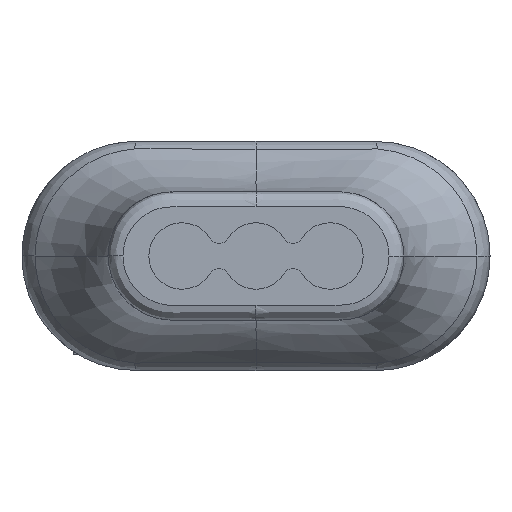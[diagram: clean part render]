
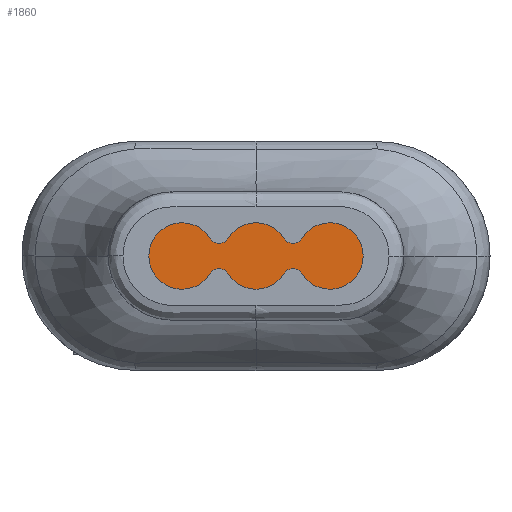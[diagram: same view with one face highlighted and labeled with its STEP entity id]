
A CAD part, front view. The second image highlights one B-rep face of the part: STEP entity #1860.
In plain terms, the highlighted face is planar.
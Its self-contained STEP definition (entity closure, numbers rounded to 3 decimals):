
#1860 = ADVANCED_FACE('',(#1861),#2003,.F.);
#1861 = FACE_BOUND('',#1862,.T.);
#1862 = EDGE_LOOP('',(#1863,#1874,#1883,#1891,#1900,#1909,#1918,#1926,
    #1935,#1944,#1953,#1961,#1970,#1979,#1988,#1996));
#1863 = ORIENTED_EDGE('',*,*,#1864,.F.);
#1864 = EDGE_CURVE('',#1865,#1867,#1869,.T.);
#1865 = VERTEX_POINT('',#1866);
#1866 = CARTESIAN_POINT('',(10.577,2.,0.351
    ));
#1867 = VERTEX_POINT('',#1868);
#1868 = CARTESIAN_POINT('',(9.423,2.,0.351
    ));
#1869 = CIRCLE('',#1870,0.675);
#1870 = AXIS2_PLACEMENT_3D('',#1871,#1872,#1873);
#1871 = CARTESIAN_POINT('',(10.,2.,0.));
#1872 = DIRECTION('',(0.,-1.,0.));
#1873 = DIRECTION('',(-1.,0.,0.));
#1874 = ORIENTED_EDGE('',*,*,#1875,.T.);
#1875 = EDGE_CURVE('',#1865,#1876,#1878,.T.);
#1876 = VERTEX_POINT('',#1877);
#1877 = CARTESIAN_POINT('',(10.747,2.,0.255)
  );
#1878 = CIRCLE('',#1879,0.2);
#1879 = AXIS2_PLACEMENT_3D('',#1880,#1881,#1882);
#1880 = CARTESIAN_POINT('',(10.747,2.,0.455)
  );
#1881 = DIRECTION('',(0.,-1.,0.));
#1882 = DIRECTION('',(0.,0.,-1.));
#1883 = ORIENTED_EDGE('',*,*,#1884,.F.);
#1884 = EDGE_CURVE('',#1885,#1876,#1887,.T.);
#1885 = VERTEX_POINT('',#1886);
#1886 = CARTESIAN_POINT('',(10.753,2.,0.255)
  );
#1887 = LINE('',#1888,#1889);
#1888 = CARTESIAN_POINT('',(12.737,2.,0.255
    ));
#1889 = VECTOR('',#1890,1.);
#1890 = DIRECTION('',(-1.,0.,0.));
#1891 = ORIENTED_EDGE('',*,*,#1892,.T.);
#1892 = EDGE_CURVE('',#1885,#1893,#1895,.T.);
#1893 = VERTEX_POINT('',#1894);
#1894 = CARTESIAN_POINT('',(10.923,2.,0.351
    ));
#1895 = CIRCLE('',#1896,0.2);
#1896 = AXIS2_PLACEMENT_3D('',#1897,#1898,#1899);
#1897 = CARTESIAN_POINT('',(10.753,2.,0.455)
  );
#1898 = DIRECTION('',(0.,-1.,0.));
#1899 = DIRECTION('',(0.854,0.,-0.52));
#1900 = ORIENTED_EDGE('',*,*,#1901,.F.);
#1901 = EDGE_CURVE('',#1902,#1893,#1904,.T.);
#1902 = VERTEX_POINT('',#1903);
#1903 = CARTESIAN_POINT('',(10.923,2.,
    -0.351));
#1904 = CIRCLE('',#1905,0.675);
#1905 = AXIS2_PLACEMENT_3D('',#1906,#1907,#1908);
#1906 = CARTESIAN_POINT('',(11.5,2.,0.));
#1907 = DIRECTION('',(0.,-1.,0.));
#1908 = DIRECTION('',(-1.,0.,0.));
#1909 = ORIENTED_EDGE('',*,*,#1910,.T.);
#1910 = EDGE_CURVE('',#1902,#1911,#1913,.T.);
#1911 = VERTEX_POINT('',#1912);
#1912 = CARTESIAN_POINT('',(10.753,2.,-0.255)
  );
#1913 = CIRCLE('',#1914,0.2);
#1914 = AXIS2_PLACEMENT_3D('',#1915,#1916,#1917);
#1915 = CARTESIAN_POINT('',(10.753,2.,-0.455)
  );
#1916 = DIRECTION('',(0.,-1.,0.));
#1917 = DIRECTION('',(0.,0.,1.));
#1918 = ORIENTED_EDGE('',*,*,#1919,.F.);
#1919 = EDGE_CURVE('',#1920,#1911,#1922,.T.);
#1920 = VERTEX_POINT('',#1921);
#1921 = CARTESIAN_POINT('',(10.747,2.,-0.255)
  );
#1922 = LINE('',#1923,#1924);
#1923 = CARTESIAN_POINT('',(12.862,2.,
    -0.255));
#1924 = VECTOR('',#1925,1.);
#1925 = DIRECTION('',(1.,0.,0.));
#1926 = ORIENTED_EDGE('',*,*,#1927,.T.);
#1927 = EDGE_CURVE('',#1920,#1928,#1930,.T.);
#1928 = VERTEX_POINT('',#1929);
#1929 = CARTESIAN_POINT('',(10.577,2.,
    -0.351));
#1930 = CIRCLE('',#1931,0.2);
#1931 = AXIS2_PLACEMENT_3D('',#1932,#1933,#1934);
#1932 = CARTESIAN_POINT('',(10.747,2.,-0.455)
  );
#1933 = DIRECTION('',(0.,-1.,0.));
#1934 = DIRECTION('',(-0.854,0.,0.52));
#1935 = ORIENTED_EDGE('',*,*,#1936,.F.);
#1936 = EDGE_CURVE('',#1937,#1928,#1939,.T.);
#1937 = VERTEX_POINT('',#1938);
#1938 = CARTESIAN_POINT('',(9.423,2.,
    -0.351));
#1939 = CIRCLE('',#1940,0.675);
#1940 = AXIS2_PLACEMENT_3D('',#1941,#1942,#1943);
#1941 = CARTESIAN_POINT('',(10.,2.,0.));
#1942 = DIRECTION('',(0.,-1.,0.));
#1943 = DIRECTION('',(-1.,0.,0.));
#1944 = ORIENTED_EDGE('',*,*,#1945,.T.);
#1945 = EDGE_CURVE('',#1937,#1946,#1948,.T.);
#1946 = VERTEX_POINT('',#1947);
#1947 = CARTESIAN_POINT('',(9.253,2.,-0.255
    ));
#1948 = CIRCLE('',#1949,0.2);
#1949 = AXIS2_PLACEMENT_3D('',#1950,#1951,#1952);
#1950 = CARTESIAN_POINT('',(9.253,2.,-0.455
    ));
#1951 = DIRECTION('',(0.,-1.,0.));
#1952 = DIRECTION('',(0.,0.,1.));
#1953 = ORIENTED_EDGE('',*,*,#1954,.F.);
#1954 = EDGE_CURVE('',#1955,#1946,#1957,.T.);
#1955 = VERTEX_POINT('',#1956);
#1956 = CARTESIAN_POINT('',(9.247,2.,-0.255
    ));
#1957 = LINE('',#1958,#1959);
#1958 = CARTESIAN_POINT('',(12.112,2.,
    -0.255));
#1959 = VECTOR('',#1960,1.);
#1960 = DIRECTION('',(1.,0.,0.));
#1961 = ORIENTED_EDGE('',*,*,#1962,.T.);
#1962 = EDGE_CURVE('',#1955,#1963,#1965,.T.);
#1963 = VERTEX_POINT('',#1964);
#1964 = CARTESIAN_POINT('',(9.077,2.,
    -0.351));
#1965 = CIRCLE('',#1966,0.2);
#1966 = AXIS2_PLACEMENT_3D('',#1967,#1968,#1969);
#1967 = CARTESIAN_POINT('',(9.247,2.,-0.455
    ));
#1968 = DIRECTION('',(0.,-1.,0.));
#1969 = DIRECTION('',(-0.854,0.,0.52));
#1970 = ORIENTED_EDGE('',*,*,#1971,.F.);
#1971 = EDGE_CURVE('',#1972,#1963,#1974,.T.);
#1972 = VERTEX_POINT('',#1973);
#1973 = CARTESIAN_POINT('',(9.077,2.,0.351
    ));
#1974 = CIRCLE('',#1975,0.675);
#1975 = AXIS2_PLACEMENT_3D('',#1976,#1977,#1978);
#1976 = CARTESIAN_POINT('',(8.5,2.,0.));
#1977 = DIRECTION('',(0.,-1.,0.));
#1978 = DIRECTION('',(-1.,0.,0.));
#1979 = ORIENTED_EDGE('',*,*,#1980,.T.);
#1980 = EDGE_CURVE('',#1972,#1981,#1983,.T.);
#1981 = VERTEX_POINT('',#1982);
#1982 = CARTESIAN_POINT('',(9.247,2.,0.255)
  );
#1983 = CIRCLE('',#1984,0.2);
#1984 = AXIS2_PLACEMENT_3D('',#1985,#1986,#1987);
#1985 = CARTESIAN_POINT('',(9.247,2.,0.455)
  );
#1986 = DIRECTION('',(0.,-1.,0.));
#1987 = DIRECTION('',(0.,0.,-1.));
#1988 = ORIENTED_EDGE('',*,*,#1989,.F.);
#1989 = EDGE_CURVE('',#1990,#1981,#1992,.T.);
#1990 = VERTEX_POINT('',#1991);
#1991 = CARTESIAN_POINT('',(9.253,2.,0.255)
  );
#1992 = LINE('',#1993,#1994);
#1993 = CARTESIAN_POINT('',(11.987,2.,0.255
    ));
#1994 = VECTOR('',#1995,1.);
#1995 = DIRECTION('',(-1.,0.,0.));
#1996 = ORIENTED_EDGE('',*,*,#1997,.T.);
#1997 = EDGE_CURVE('',#1990,#1867,#1998,.T.);
#1998 = CIRCLE('',#1999,0.2);
#1999 = AXIS2_PLACEMENT_3D('',#2000,#2001,#2002);
#2000 = CARTESIAN_POINT('',(9.253,2.,0.455)
  );
#2001 = DIRECTION('',(0.,-1.,0.));
#2002 = DIRECTION('',(0.854,0.,-0.52));
#2003 = PLANE('',#2004);
#2004 = AXIS2_PLACEMENT_3D('',#2005,#2006,#2007);
#2005 = CARTESIAN_POINT('',(14.85,2.,2.325));
#2006 = DIRECTION('',(0.,-1.,0.));
#2007 = DIRECTION('',(-1.,0.,0.));
